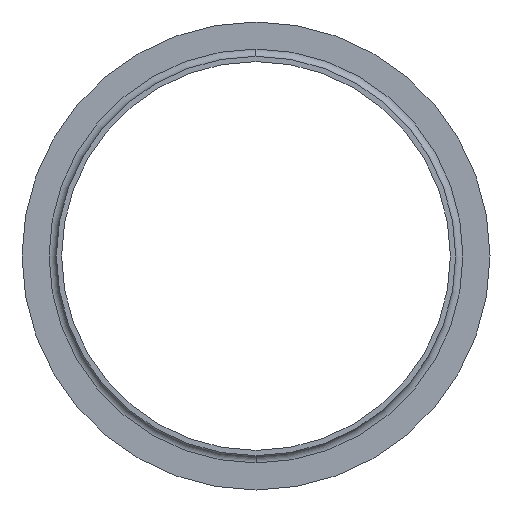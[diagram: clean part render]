
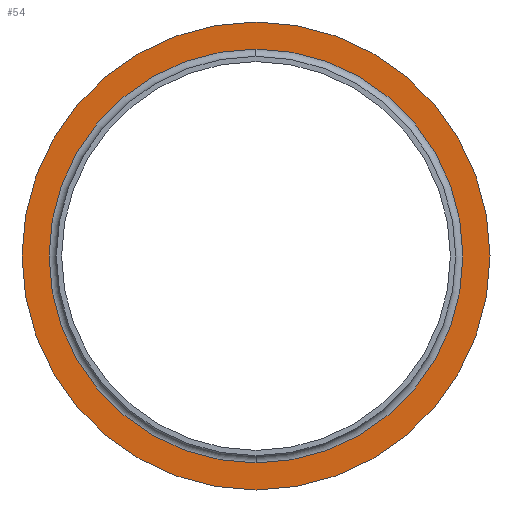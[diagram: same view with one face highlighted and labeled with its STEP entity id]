
A CAD part, front view. The second image highlights one B-rep face of the part: STEP entity #54.
In plain terms, the highlighted planar face has unit normal (0, -1, 0).
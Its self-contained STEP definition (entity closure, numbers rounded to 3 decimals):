
#54=ADVANCED_FACE('',(#107,#108),#109,.T.);
#107=FACE_OUTER_BOUND('',#157,.T.);
#108=FACE_BOUND('',#158,.T.);
#109=PLANE('',#159);
#157=EDGE_LOOP('',(#247,#248));
#158=EDGE_LOOP('',(#249,#250,#251));
#159=AXIS2_PLACEMENT_3D('',#252,#253,#254);
#247=ORIENTED_EDGE('',*,*,#305,.F.);
#248=ORIENTED_EDGE('',*,*,#328,.F.);
#249=ORIENTED_EDGE('',*,*,#313,.T.);
#250=ORIENTED_EDGE('',*,*,#326,.T.);
#251=ORIENTED_EDGE('',*,*,#314,.T.);
#252=CARTESIAN_POINT('',(-150.75,-4.0,0.0));
#253=DIRECTION('',(0.0,-1.0,0.0));
#254=DIRECTION('',(1.0,0.0,0.0));
#305=EDGE_CURVE('',#358,#361,#362,.T.);
#313=EDGE_CURVE('',#376,#374,#377,.T.);
#314=EDGE_CURVE('',#368,#376,#378,.T.);
#326=EDGE_CURVE('',#374,#368,#393,.T.);
#328=EDGE_CURVE('',#361,#358,#395,.T.);
#358=VERTEX_POINT('',#428);
#361=VERTEX_POINT('',#432);
#362=CIRCLE('',#433,160.0);
#368=VERTEX_POINT('',#440);
#374=VERTEX_POINT('',#446);
#376=VERTEX_POINT('',#448);
#377=CIRCLE('',#449,141.5);
#378=CIRCLE('',#450,141.5);
#393=CIRCLE('',#467,141.5);
#395=CIRCLE('',#469,160.0);
#428=CARTESIAN_POINT('',(-160.0,-4.0,0.0));
#432=CARTESIAN_POINT('',(160.0,-4.0,0.));
#433=AXIS2_PLACEMENT_3D('',#504,#505,#506);
#440=CARTESIAN_POINT('',(0.,-4.0,-141.5));
#446=CARTESIAN_POINT('',(0.,-4.0,141.5));
#448=CARTESIAN_POINT('',(-141.5,-4.0,0.0));
#449=AXIS2_PLACEMENT_3D('',#523,#524,#525);
#450=AXIS2_PLACEMENT_3D('',#526,#527,#528);
#467=AXIS2_PLACEMENT_3D('',#546,#547,#548);
#469=AXIS2_PLACEMENT_3D('',#549,#550,#551);
#504=CARTESIAN_POINT('',(0.0,-4.0,0.0));
#505=DIRECTION('',(0.0,1.0,0.0));
#506=DIRECTION('',(-1.0,0.0,0.0));
#523=CARTESIAN_POINT('',(0.0,-4.0,0.0));
#524=DIRECTION('',(0.0,1.0,0.0));
#525=DIRECTION('',(-1.0,0.0,0.0));
#526=CARTESIAN_POINT('',(0.0,-4.0,0.0));
#527=DIRECTION('',(0.0,1.0,0.0));
#528=DIRECTION('',(-1.0,0.0,0.0));
#546=CARTESIAN_POINT('',(0.0,-4.0,0.0));
#547=DIRECTION('',(0.0,1.0,0.0));
#548=DIRECTION('',(-1.0,0.0,0.0));
#549=CARTESIAN_POINT('',(0.0,-4.0,0.0));
#550=DIRECTION('',(0.0,1.0,0.0));
#551=DIRECTION('',(-1.0,0.0,0.0));
